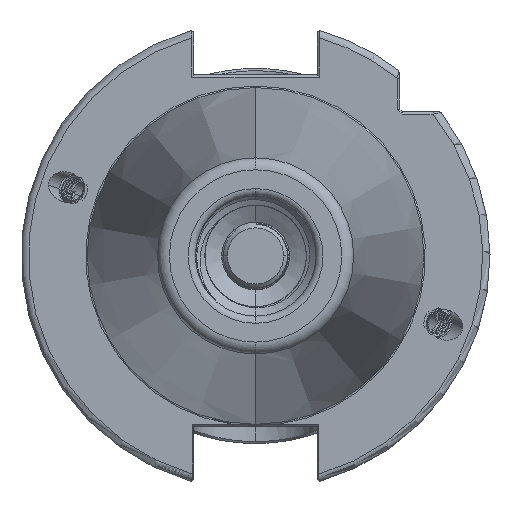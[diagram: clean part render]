
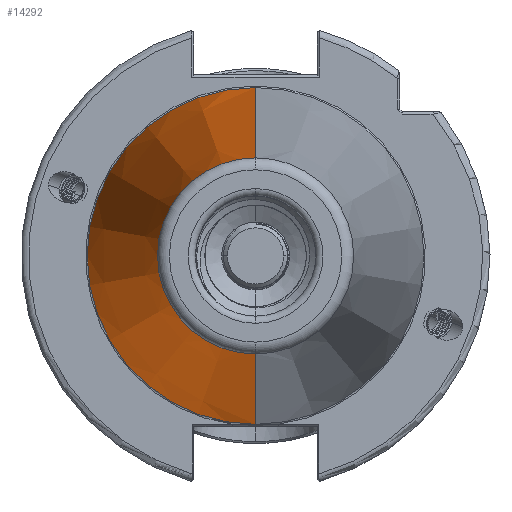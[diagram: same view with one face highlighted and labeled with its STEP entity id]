
A CAD part, left-side view. The second image highlights one B-rep face of the part: STEP entity #14292.
In plain terms, the highlighted conical face has half-angle 8.297 degrees and reference radius 35.392 mm.
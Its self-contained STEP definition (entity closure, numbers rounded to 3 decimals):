
#2224 = CARTESIAN_POINT ( 'NONE',  ( -2.5, 35.027, 0. ) ) ;
#2260 = CARTESIAN_POINT ( 'NONE',  ( -2.5, 0., 35.027 ) ) ;
#2339 = CARTESIAN_POINT ( 'NONE',  ( -102.811, 0., -20.399 ) ) ;
#2354 = CARTESIAN_POINT ( 'NONE',  ( -2.5, 0., -35.027 ) ) ;
#2380 = CARTESIAN_POINT ( 'NONE',  ( -102.811, 0., 20.399 ) ) ;
#10741 = EDGE_CURVE ( 'NONE', #31761, #31763, #23415, .T. ) ;
#14292 = ADVANCED_FACE ( 'NONE', ( #35088 ), #35138, .T. ) ;
#14687 = DIRECTION ( 'NONE',  ( 1., 0., 0. ) ) ;
#14690 = CARTESIAN_POINT ( 'NONE',  ( -2.5, 0., 0. ) ) ;
#14712 = DIRECTION ( 'NONE',  ( 0., 1., 0. ) ) ;
#16013 = EDGE_CURVE ( 'NONE', #31746, #31773, #35686, .T. ) ;
#16080 = EDGE_CURVE ( 'NONE', #31763, #31746, #34590, .T. ) ;
#16085 = EDGE_CURVE ( 'NONE', #31761, #31788, #34581, .T. ) ;
#16123 = EDGE_CURVE ( 'NONE', #31788, #31773, #34564, .T. ) ;
#22871 = AXIS2_PLACEMENT_3D ( 'NONE', #14690, #14687, #14712 ) ;
#22896 = AXIS2_PLACEMENT_3D ( 'NONE', #40003, #40024, #40033 ) ;
#22900 = AXIS2_PLACEMENT_3D ( 'NONE', #40007, #40022, #40042 ) ;
#23415 = LINE ( 'NONE', #36967, #23420 ) ;
#23420 = VECTOR ( 'NONE', #37202, 1000. ) ;
#24199 = EDGE_LOOP ( 'NONE', ( #33966, #33842, #33992, #34052, #34046 ) ) ;
#31746 = VERTEX_POINT ( 'NONE', #2224 ) ;
#31761 = VERTEX_POINT ( 'NONE', #2339 ) ;
#31763 = VERTEX_POINT ( 'NONE', #2354 ) ;
#31773 = VERTEX_POINT ( 'NONE', #2260 ) ;
#31788 = VERTEX_POINT ( 'NONE', #2380 ) ;
#33842 = ORIENTED_EDGE ( 'NONE', *, *, #16123, .T. ) ;
#33966 = ORIENTED_EDGE ( 'NONE', *, *, #16085, .T. ) ;
#33992 = ORIENTED_EDGE ( 'NONE', *, *, #16013, .F. ) ;
#34046 = ORIENTED_EDGE ( 'NONE', *, *, #10741, .F. ) ;
#34052 = ORIENTED_EDGE ( 'NONE', *, *, #16080, .F. ) ;
#34564 = LINE ( 'NONE', #40204, #34575 ) ;
#34575 = VECTOR ( 'NONE', #40199, 1000. ) ;
#34581 = CIRCLE ( 'NONE', #22900, 20.399 ) ;
#34590 = CIRCLE ( 'NONE', #22896, 35.027 ) ;
#35088 = FACE_OUTER_BOUND ( 'NONE', #24199, .T. ) ;
#35138 = CONICAL_SURFACE ( 'NONE', #36727, 35.392, 0.145 ) ;
#35686 = CIRCLE ( 'NONE', #22871, 35.027 ) ;
#36727 = AXIS2_PLACEMENT_3D ( 'NONE', #38065, #38178, #38205 ) ;
#36967 = CARTESIAN_POINT ( 'NONE',  ( 0., 0., -35.392 ) ) ;
#37202 = DIRECTION ( 'NONE',  ( 0.99, 0., -0.144 ) ) ;
#38065 = CARTESIAN_POINT ( 'NONE',  ( 0., 0., 0. ) ) ;
#38178 = DIRECTION ( 'NONE',  ( 1., 0., 0. ) ) ;
#38205 = DIRECTION ( 'NONE',  ( 0., 0., -1. ) ) ;
#40003 = CARTESIAN_POINT ( 'NONE',  ( -2.5, 0., 0. ) ) ;
#40007 = CARTESIAN_POINT ( 'NONE',  ( -102.811, 0., 0. ) ) ;
#40022 = DIRECTION ( 'NONE',  ( 1., 0., 0. ) ) ;
#40024 = DIRECTION ( 'NONE',  ( 1., 0., 0. ) ) ;
#40033 = DIRECTION ( 'NONE',  ( 0., 1., 0. ) ) ;
#40042 = DIRECTION ( 'NONE',  ( 0., 0., 1. ) ) ;
#40199 = DIRECTION ( 'NONE',  ( 0.99, 0., 0.144 ) ) ;
#40204 = CARTESIAN_POINT ( 'NONE',  ( 0., 0., 35.392 ) ) ;
